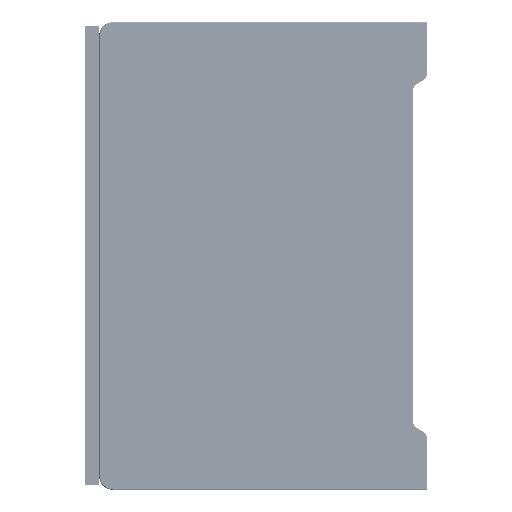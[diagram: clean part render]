
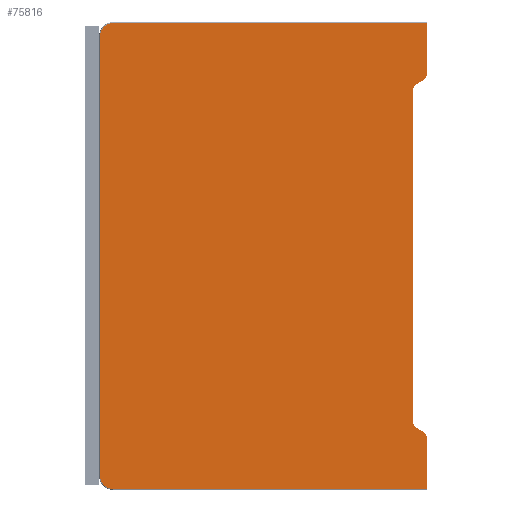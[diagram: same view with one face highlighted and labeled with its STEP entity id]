
A CAD part, left-side view. The second image highlights one B-rep face of the part: STEP entity #75816.
In plain terms, the highlighted planar face has unit normal (-1, 0, 0).
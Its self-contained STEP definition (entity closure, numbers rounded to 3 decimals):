
#15981=DIRECTION('',(0.,0.,1.));
#15982=VECTOR('',#15981,10.8);
#15983=CARTESIAN_POINT('',(0.,0.,-99.8));
#15984=LINE('',#15983,#15982);
#16037=DIRECTION('',(0.,0.,1.));
#16038=VECTOR('',#16037,70.226);
#16039=CARTESIAN_POINT('',(0.,3.,-85.113));
#16040=LINE('',#16039,#16038);
#16142=DIRECTION('',(0.,0.,1.));
#16143=VECTOR('',#16142,10.8);
#16144=CARTESIAN_POINT('',(0.,0.,-11.));
#16145=LINE('',#16144,#16143);
#16421=CARTESIAN_POINT('',(0.,67.,-97.));
#16422=DIRECTION('',(1.,0.,0.));
#16423=DIRECTION('',(0.,0.,-1.));
#16424=AXIS2_PLACEMENT_3D('',#16421,#16422,#16423);
#16426=CARTESIAN_POINT('',(0.,67.,-3.));
#16427=DIRECTION('',(1.,0.,0.));
#16428=DIRECTION('',(0.,1.,0.));
#16429=AXIS2_PLACEMENT_3D('',#16426,#16427,#16428);
#16431=CARTESIAN_POINT('',(0.,1.732,-11.));
#16432=DIRECTION('',(1.,0.,0.));
#16433=DIRECTION('',(0.,-1.,0.));
#16434=AXIS2_PLACEMENT_3D('',#16431,#16432,#16433);
#16436=DIRECTION('',(0.,0.866,-0.5));
#16437=VECTOR('',#16436,1.309);
#16438=CARTESIAN_POINT('',(0.,0.866,-12.5));
#16439=LINE('',#16438,#16437);
#16440=CARTESIAN_POINT('',(0.,1.,-14.887));
#16441=DIRECTION('',(-1.,0.,0.));
#16442=DIRECTION('',(0.,0.5,0.866));
#16443=AXIS2_PLACEMENT_3D('',#16440,#16441,#16442);
#16445=CARTESIAN_POINT('',(0.,1.,-85.113));
#16446=DIRECTION('',(-1.,0.,0.));
#16447=DIRECTION('',(0.,1.,0.));
#16448=AXIS2_PLACEMENT_3D('',#16445,#16446,#16447);
#16450=DIRECTION('',(0.,-0.866,-0.5));
#16451=VECTOR('',#16450,1.309);
#16452=CARTESIAN_POINT('',(0.,2.,-86.845));
#16453=LINE('',#16452,#16451);
#16454=CARTESIAN_POINT('',(0.,1.732,-89.));
#16455=DIRECTION('',(1.,0.,0.));
#16456=DIRECTION('',(0.,-0.5,0.866));
#16457=AXIS2_PLACEMENT_3D('',#16454,#16455,#16456);
#16463=DIRECTION('',(0.,-1.,0.));
#16464=VECTOR('',#16463,67.);
#16465=CARTESIAN_POINT('',(0.,67.,
-99.8));
#16466=LINE('',#16465,#16464);
#16467=DIRECTION('',(0.,0.,-1.));
#16468=VECTOR('',#16467,94.);
#16469=CARTESIAN_POINT('',(0.,69.8,
-3.));
#16470=LINE('',#16469,#16468);
#16490=DIRECTION('',(0.,1.,0.));
#16491=VECTOR('',#16490,67.);
#16492=CARTESIAN_POINT('',(0.,0.,-0.2));
#16493=LINE('',#16492,#16491);
#45828=CARTESIAN_POINT('',(0.,67.,
-99.8));
#45829=CARTESIAN_POINT('',(0.,69.8,
-97.));
#45830=VERTEX_POINT('',#45828);
#45831=VERTEX_POINT('',#45829);
#45832=CARTESIAN_POINT('',(0.,0.,-99.8));
#45833=VERTEX_POINT('',#45832);
#45834=CARTESIAN_POINT('',(0.,69.8,
-3.));
#45835=VERTEX_POINT('',#45834);
#45836=CARTESIAN_POINT('',(0.,67.,
-0.2));
#45837=VERTEX_POINT('',#45836);
#45838=CARTESIAN_POINT('',(0.,0.,-0.2));
#45839=VERTEX_POINT('',#45838);
#45840=CARTESIAN_POINT('',(0.,0.,-11.));
#45841=VERTEX_POINT('',#45840);
#45842=CARTESIAN_POINT('',(0.,0.866,-12.5));
#45843=VERTEX_POINT('',#45842);
#45844=CARTESIAN_POINT('',(0.,2.,-13.155));
#45845=VERTEX_POINT('',#45844);
#45846=CARTESIAN_POINT('',(0.,3.,-14.887));
#45847=VERTEX_POINT('',#45846);
#45848=CARTESIAN_POINT('',(0.,3.,-85.113));
#45849=VERTEX_POINT('',#45848);
#45850=CARTESIAN_POINT('',(0.,2.,
-86.845));
#45851=VERTEX_POINT('',#45850);
#45852=CARTESIAN_POINT('',(0.,0.866,-87.5));
#45853=VERTEX_POINT('',#45852);
#45854=CARTESIAN_POINT('',(0.,0.,-89.));
#45855=VERTEX_POINT('',#45854);
#75791=CARTESIAN_POINT('',(0.,34.9,-50.));
#75792=DIRECTION('',(1.,0.,0.));
#75793=DIRECTION('',(0.,0.,1.));
#75794=AXIS2_PLACEMENT_3D('',#75791,#75792,#75793);
#75795=PLANE('',#75794);
#75797=ORIENTED_EDGE('',*,*,#75796,.F.);
#75798=ORIENTED_EDGE('',*,*,#75781,.T.);
#75800=ORIENTED_EDGE('',*,*,#75799,.F.);
#75802=ORIENTED_EDGE('',*,*,#75801,.T.);
#75804=ORIENTED_EDGE('',*,*,#75803,.F.);
#75805=ORIENTED_EDGE('',*,*,#75462,.F.);
#75806=ORIENTED_EDGE('',*,*,#75442,.T.);
#75807=ORIENTED_EDGE('',*,*,#75421,.T.);
#75808=ORIENTED_EDGE('',*,*,#75400,.T.);
#75809=ORIENTED_EDGE('',*,*,#75355,.F.);
#75810=ORIENTED_EDGE('',*,*,#75334,.T.);
#75811=ORIENTED_EDGE('',*,*,#75313,.T.);
#75812=ORIENTED_EDGE('',*,*,#75292,.T.);
#75813=ORIENTED_EDGE('',*,*,#75271,.F.);
#75814=EDGE_LOOP('',(#75797,#75798,#75800,#75802,#75804,#75805,#75806,#75807,
#75808,#75809,#75810,#75811,#75812,#75813));
#75815=FACE_OUTER_BOUND('',#75814,.F.);
#16425=CIRCLE('',#16424,2.8);
#16430=CIRCLE('',#16429,2.8);
#16435=CIRCLE('',#16434,1.732);
#16444=CIRCLE('',#16443,2.);
#16449=CIRCLE('',#16448,2.);
#16458=CIRCLE('',#16457,1.732);
#75271=EDGE_CURVE('',#45833,#45855,#15984,.T.);
#75292=EDGE_CURVE('',#45853,#45855,#16458,.T.);
#75313=EDGE_CURVE('',#45851,#45853,#16453,.T.);
#75334=EDGE_CURVE('',#45849,#45851,#16449,.T.);
#75355=EDGE_CURVE('',#45849,#45847,#16040,.T.);
#75400=EDGE_CURVE('',#45845,#45847,#16444,.T.);
#75421=EDGE_CURVE('',#45843,#45845,#16439,.T.);
#75442=EDGE_CURVE('',#45841,#45843,#16435,.T.);
#75462=EDGE_CURVE('',#45841,#45839,#16145,.T.);
#75781=EDGE_CURVE('',#45830,#45831,#16425,.T.);
#75796=EDGE_CURVE('',#45830,#45833,#16466,.T.);
#75799=EDGE_CURVE('',#45835,#45831,#16470,.T.);
#75801=EDGE_CURVE('',#45835,#45837,#16430,.T.);
#75803=EDGE_CURVE('',#45839,#45837,#16493,.T.);
#75816=ADVANCED_FACE('',(#75815),#75795,.F.);
